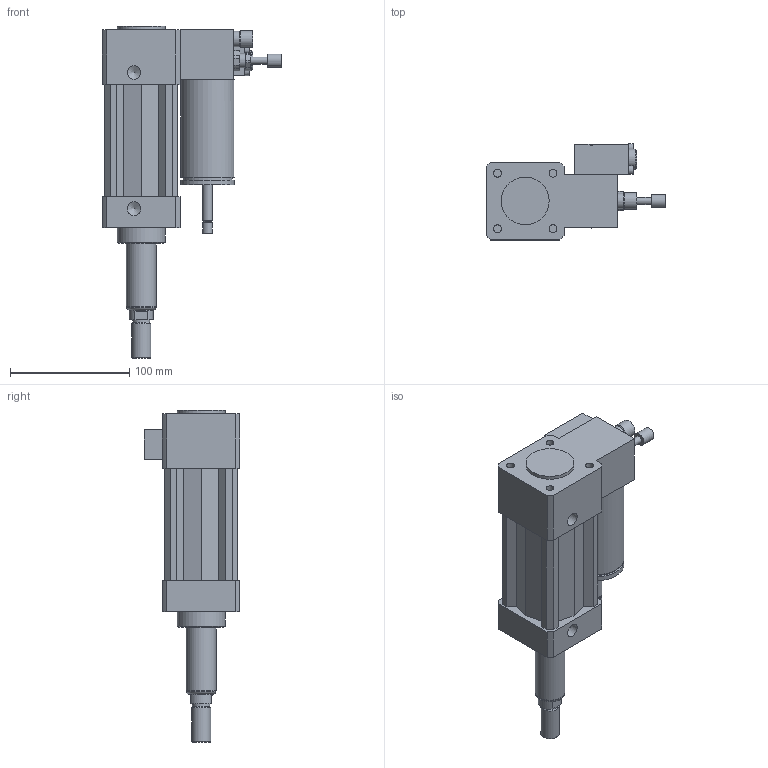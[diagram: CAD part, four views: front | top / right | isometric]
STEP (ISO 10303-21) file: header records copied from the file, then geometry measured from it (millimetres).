
FILE_DESCRIPTION((''),'2;1');
FILE_NAME('14500050A.0.D.stp','2008-04-23T15:45:39',('airolcr1'),(''),'Autodesk Inventor 2008','Autodesk Inventor 2008','');
FILE_SCHEMA(('AUTOMOTIVE_DESIGN { 1 0 10303 214 1 1 1 1 }'));
Length unit declared in the file: millimetre
Products named in the file (5): 14500050A.0.D; STELO Ø50 C 50; REGOLATORE SR; VAL SK NA OUT SR
Assembly tree (4 placements, depth 2):
  14500050A.0.D
    14500050A.0.D
    STELO Ø50 C 50
    REGOLATORE SR
    VAL SK NA OUT SR
Bounding box: 150 x 80.31 x 278 mm (x, y, z)
Volume: 901332.1 mm3; surface area: 99066 mm2
Topology: 4 solids, 4 shells, 181 faces, 401 edges, 260 vertices
Faces by surface type: plane 98, cylinder 48, bspline 27, cone 8
Full cylindrical faces by diameter (mm): 2 x1, 4 x4, 6 x1, 7 x4, 8 x2, 11 x1, 12 x1, 13 x1, 14 x1, 14.5 x1, 16 x1, 17 x1, 20 x1, 24.8 x1, 25 x2, 40 x2, 41 x1, 45 x2
Entity records: 5116 total; most frequent: CARTESIAN_POINT 1093, DIRECTION 799, ORIENTED_EDGE 678, EDGE_CURVE 339, AXIS2_PLACEMENT_3D 297, EDGE_LOOP 265, VERTEX_POINT 250, VECTOR 205
